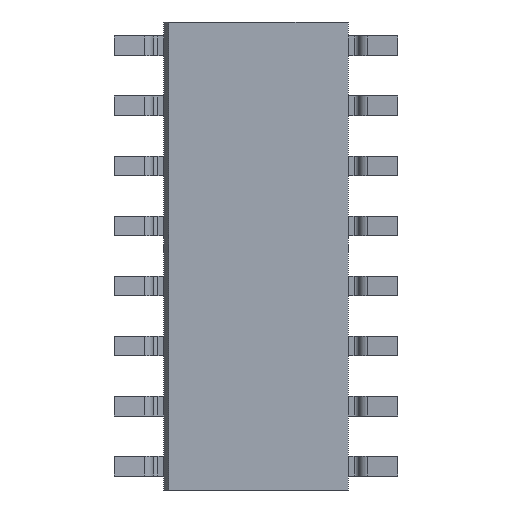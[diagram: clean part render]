
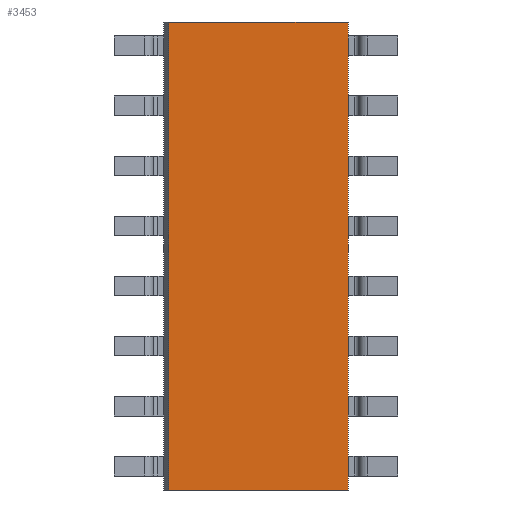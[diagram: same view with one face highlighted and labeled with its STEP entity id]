
A CAD part, front view. The second image highlights one B-rep face of the part: STEP entity #3453.
In plain terms, the highlighted planar face has unit normal (0, -1, 0).
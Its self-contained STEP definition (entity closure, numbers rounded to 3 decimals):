
#13=DIRECTION('',(1.,0.,0.));
#14=VECTOR('',#13,3.8);
#15=CARTESIAN_POINT('',(-1.85,-0.775,-4.95));
#16=LINE('',#15,#14);
#33=DIRECTION('',(0.,0.,1.));
#34=VECTOR('',#33,9.9);
#35=CARTESIAN_POINT('',(1.95,-0.775,-4.95));
#36=LINE('',#35,#34);
#165=DIRECTION('',(0.,0.,1.));
#166=VECTOR('',#165,9.9);
#167=CARTESIAN_POINT('',(-1.85,-0.775,-4.95));
#168=LINE('',#167,#166);
#317=DIRECTION('',(1.,0.,0.));
#318=VECTOR('',#317,3.8);
#319=CARTESIAN_POINT('',(-1.85,-0.775,4.95));
#320=LINE('',#319,#318);
#2511=CARTESIAN_POINT('',(-1.85,-0.775,-4.95));
#2512=VERTEX_POINT('',#2511);
#2513=CARTESIAN_POINT('',(1.95,-0.775,-4.95));
#2514=VERTEX_POINT('',#2513);
#2523=CARTESIAN_POINT('',(-1.85,-0.775,4.95));
#2524=VERTEX_POINT('',#2523);
#2525=CARTESIAN_POINT('',(1.95,-0.775,4.95));
#2526=VERTEX_POINT('',#2525);
#3440=CARTESIAN_POINT('',(-1.85,-0.775,-4.95));
#3441=DIRECTION('',(0.,-1.,0.));
#3442=DIRECTION('',(1.,0.,0.));
#3443=AXIS2_PLACEMENT_3D('',#3440,#3441,#3442);
#3444=PLANE('',#3443);
#3445=ORIENTED_EDGE('',*,*,#3308,.F.);
#3447=ORIENTED_EDGE('',*,*,#3446,.T.);
#3449=ORIENTED_EDGE('',*,*,#3448,.T.);
#3450=ORIENTED_EDGE('',*,*,#3352,.F.);
#3451=EDGE_LOOP('',(#3445,#3447,#3449,#3450));
#3452=FACE_OUTER_BOUND('',#3451,.F.);
#3308=EDGE_CURVE('',#2512,#2514,#16,.T.);
#3352=EDGE_CURVE('',#2514,#2526,#36,.T.);
#3446=EDGE_CURVE('',#2512,#2524,#168,.T.);
#3448=EDGE_CURVE('',#2524,#2526,#320,.T.);
#3453=ADVANCED_FACE('',(#3452),#3444,.T.);
